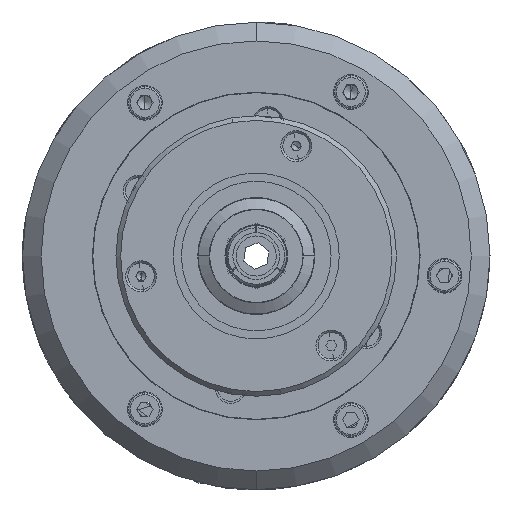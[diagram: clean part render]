
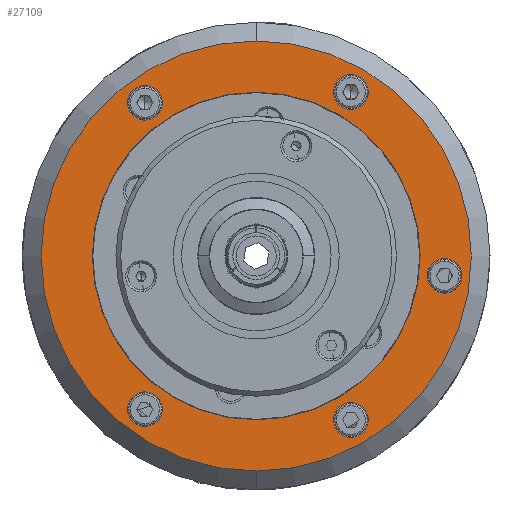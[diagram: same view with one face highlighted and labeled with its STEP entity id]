
A CAD part, left-side view. The second image highlights one B-rep face of the part: STEP entity #27109.
In plain terms, the highlighted planar face has unit normal (-1, 0, 0).
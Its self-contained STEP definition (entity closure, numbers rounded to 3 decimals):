
#1817 = VERTEX_POINT ( 'NONE', #21794 ) ;
#1821 = VERTEX_POINT ( 'NONE', #21788 ) ;
#1822 = VERTEX_POINT ( 'NONE', #21787 ) ;
#1824 = VERTEX_POINT ( 'NONE', #21785 ) ;
#1838 = VERTEX_POINT ( 'NONE', #7496 ) ;
#1839 = VERTEX_POINT ( 'NONE', #7491 ) ;
#1842 = VERTEX_POINT ( 'NONE', #7474 ) ;
#1843 = VERTEX_POINT ( 'NONE', #7473 ) ;
#1846 = VERTEX_POINT ( 'NONE', #7504 ) ;
#1847 = VERTEX_POINT ( 'NONE', #7468 ) ;
#1850 = VERTEX_POINT ( 'NONE', #7457 ) ;
#1851 = VERTEX_POINT ( 'NONE', #7456 ) ;
#1854 = VERTEX_POINT ( 'NONE', #7446 ) ;
#1855 = VERTEX_POINT ( 'NONE', #7444 ) ;
#7444 = CARTESIAN_POINT ( 'NONE',  ( -166.3, 23.805, -29.065 ) ) ;
#7446 = CARTESIAN_POINT ( 'NONE',  ( -166.3, 23.805, -36.465 ) ) ;
#7456 = CARTESIAN_POINT ( 'NONE',  ( -166.3, 23.805, 36.465 ) ) ;
#7457 = CARTESIAN_POINT ( 'NONE',  ( -166.3, 23.805, 29.065 ) ) ;
#7468 = CARTESIAN_POINT ( 'NONE',  ( -166.3, -20.25, 38.774 ) ) ;
#7473 = CARTESIAN_POINT ( 'NONE',  ( -166.3, -20.25, -31.374 ) ) ;
#7474 = CARTESIAN_POINT ( 'NONE',  ( -166.3, -20.25, -38.774 ) ) ;
#7491 = CARTESIAN_POINT ( 'NONE',  ( -166.3, -40.278, -0.533 ) ) ;
#7496 = CARTESIAN_POINT ( 'NONE',  ( -166.3, -40.278, -7.933 ) ) ;
#7504 = CARTESIAN_POINT ( 'NONE',  ( -166.3, -20.25, 31.374 ) ) ;
#8572 = DIRECTION ( 'NONE',  ( 0., 0., 1. ) ) ;
#8574 = DIRECTION ( 'NONE',  ( -1., 0., 0. ) ) ;
#8582 = PLANE ( 'NONE',  #10544 ) ;
#8585 = CARTESIAN_POINT ( 'NONE',  ( -166.3, 50., 0. ) ) ;
#9807 = DIRECTION ( 'NONE',  ( 0., 0., 1. ) ) ;
#9808 = DIRECTION ( 'NONE',  ( -1., 0., 0. ) ) ;
#9809 = CARTESIAN_POINT ( 'NONE',  ( -166.3, -40.278, -4.233 ) ) ;
#9827 = DIRECTION ( 'NONE',  ( 0., 0., 1. ) ) ;
#9828 = DIRECTION ( 'NONE',  ( -1., 0., 0. ) ) ;
#9831 = CARTESIAN_POINT ( 'NONE',  ( -166.3, -20.25, -35.074 ) ) ;
#9847 = DIRECTION ( 'NONE',  ( 0., 0., 1. ) ) ;
#9848 = DIRECTION ( 'NONE',  ( -1., 0., 0. ) ) ;
#9849 = CARTESIAN_POINT ( 'NONE',  ( -166.3, -20.25, 35.074 ) ) ;
#9869 = DIRECTION ( 'NONE',  ( 0., 0., 1. ) ) ;
#9870 = DIRECTION ( 'NONE',  ( -1., 0., 0. ) ) ;
#9871 = CARTESIAN_POINT ( 'NONE',  ( -166.3, 23.805, 32.765 ) ) ;
#9881 = DIRECTION ( 'NONE',  ( 0., 0., 1. ) ) ;
#9885 = DIRECTION ( 'NONE',  ( -1., 0., 0. ) ) ;
#9886 = CARTESIAN_POINT ( 'NONE',  ( -166.3, 23.805, -32.765 ) ) ;
#9902 = DIRECTION ( 'NONE',  ( 0., 0., 1. ) ) ;
#9903 = DIRECTION ( 'NONE',  ( -1., 0., 0. ) ) ;
#9904 = CARTESIAN_POINT ( 'NONE',  ( -166.3, 23.805, -32.765 ) ) ;
#9942 = DIRECTION ( 'NONE',  ( 0., 0., 1. ) ) ;
#9943 = DIRECTION ( 'NONE',  ( -1., 0., 0. ) ) ;
#9944 = CARTESIAN_POINT ( 'NONE',  ( -166.3, 23.805, 32.765 ) ) ;
#9986 = DIRECTION ( 'NONE',  ( 0., 0., 1. ) ) ;
#9989 = DIRECTION ( 'NONE',  ( -1., 0., 0. ) ) ;
#9990 = CARTESIAN_POINT ( 'NONE',  ( -166.3, -20.25, 35.074 ) ) ;
#10024 = DIRECTION ( 'NONE',  ( 0., 0., 1. ) ) ;
#10025 = DIRECTION ( 'NONE',  ( -1., 0., 0. ) ) ;
#10028 = CARTESIAN_POINT ( 'NONE',  ( -166.3, -20.25, -35.074 ) ) ;
#10067 = DIRECTION ( 'NONE',  ( 0., 0., 1. ) ) ;
#10068 = DIRECTION ( 'NONE',  ( -1., 0., 0. ) ) ;
#10069 = CARTESIAN_POINT ( 'NONE',  ( -166.3, -40.278, -4.233 ) ) ;
#10316 = DIRECTION ( 'NONE',  ( 0., 0., 1. ) ) ;
#10317 = DIRECTION ( 'NONE',  ( -1., 0., 0. ) ) ;
#10318 = CARTESIAN_POINT ( 'NONE',  ( -166.3, 0., 0. ) ) ;
#10345 = DIRECTION ( 'NONE',  ( 0., 0., 1. ) ) ;
#10346 = DIRECTION ( 'NONE',  ( 1., 0., 0. ) ) ;
#10347 = CARTESIAN_POINT ( 'NONE',  ( -166.3, 0., 0. ) ) ;
#10544 = AXIS2_PLACEMENT_3D ( 'NONE', #8585, #8574, #8572 ) ;
#12516 = DIRECTION ( 'NONE',  ( 0., 0., 1. ) ) ;
#12520 = CARTESIAN_POINT ( 'NONE',  ( -166.3, 0., 0. ) ) ;
#12526 = DIRECTION ( 'NONE',  ( 1., 0., 0. ) ) ;
#12541 = DIRECTION ( 'NONE',  ( 0., 0., 1. ) ) ;
#12542 = DIRECTION ( 'NONE',  ( -1., 0., 0. ) ) ;
#12543 = CARTESIAN_POINT ( 'NONE',  ( -166.3, 0., 0. ) ) ;
#14989 = CIRCLE ( 'NONE', #23281, 35.05 ) ;
#14993 = CIRCLE ( 'NONE', #23283, 46. ) ;
#15108 = CIRCLE ( 'NONE', #23338, 3.7 ) ;
#15119 = CIRCLE ( 'NONE', #23341, 3.7 ) ;
#15122 = CIRCLE ( 'NONE', #23344, 3.7 ) ;
#15131 = CIRCLE ( 'NONE', #23346, 3.7 ) ;
#15134 = CIRCLE ( 'NONE', #23348, 3.7 ) ;
#15137 = CIRCLE ( 'NONE', #23350, 3.7 ) ;
#15153 = CIRCLE ( 'NONE', #23354, 3.7 ) ;
#15172 = CIRCLE ( 'NONE', #23358, 3.7 ) ;
#15186 = CIRCLE ( 'NONE', #23362, 3.7 ) ;
#15194 = CIRCLE ( 'NONE', #23367, 3.7 ) ;
#15226 = CIRCLE ( 'NONE', #23378, 46. ) ;
#15246 = CIRCLE ( 'NONE', #23382, 35.05 ) ;
#19327 = EDGE_LOOP ( 'NONE', ( #31132, #31134 ) ) ;
#19343 = EDGE_LOOP ( 'NONE', ( #31146, #31148 ) ) ;
#19345 = EDGE_LOOP ( 'NONE', ( #31150, #31152 ) ) ;
#19347 = EDGE_LOOP ( 'NONE', ( #31136, #31138 ) ) ;
#19350 = EDGE_LOOP ( 'NONE', ( #31128, #31130 ) ) ;
#19352 = EDGE_LOOP ( 'NONE', ( #31140, #31142 ) ) ;
#19353 = EDGE_LOOP ( 'NONE', ( #31154, #31156 ) ) ;
#21785 = CARTESIAN_POINT ( 'NONE',  ( -166.3, 0., -46. ) ) ;
#21787 = CARTESIAN_POINT ( 'NONE',  ( -166.3, 0., -35.05 ) ) ;
#21788 = CARTESIAN_POINT ( 'NONE',  ( -166.3, 0., 35.05 ) ) ;
#21794 = CARTESIAN_POINT ( 'NONE',  ( -166.3, 0., 46. ) ) ;
#22290 = FACE_BOUND ( 'NONE', #19353, .T. ) ;
#22291 = FACE_BOUND ( 'NONE', #19345, .T. ) ;
#22292 = FACE_BOUND ( 'NONE', #19343, .T. ) ;
#22293 = FACE_OUTER_BOUND ( 'NONE', #19327, .T. ) ;
#22294 = FACE_BOUND ( 'NONE', #19347, .T. ) ;
#22296 = FACE_BOUND ( 'NONE', #19350, .T. ) ;
#22298 = FACE_BOUND ( 'NONE', #19352, .T. ) ;
#23281 = AXIS2_PLACEMENT_3D ( 'NONE', #12520, #12526, #12516 ) ;
#23283 = AXIS2_PLACEMENT_3D ( 'NONE', #12543, #12542, #12541 ) ;
#23338 = AXIS2_PLACEMENT_3D ( 'NONE', #9809, #9808, #9807 ) ;
#23341 = AXIS2_PLACEMENT_3D ( 'NONE', #9831, #9828, #9827 ) ;
#23344 = AXIS2_PLACEMENT_3D ( 'NONE', #9849, #9848, #9847 ) ;
#23346 = AXIS2_PLACEMENT_3D ( 'NONE', #9871, #9870, #9869 ) ;
#23348 = AXIS2_PLACEMENT_3D ( 'NONE', #9886, #9885, #9881 ) ;
#23350 = AXIS2_PLACEMENT_3D ( 'NONE', #9904, #9903, #9902 ) ;
#23354 = AXIS2_PLACEMENT_3D ( 'NONE', #9944, #9943, #9942 ) ;
#23358 = AXIS2_PLACEMENT_3D ( 'NONE', #9990, #9989, #9986 ) ;
#23362 = AXIS2_PLACEMENT_3D ( 'NONE', #10028, #10025, #10024 ) ;
#23367 = AXIS2_PLACEMENT_3D ( 'NONE', #10069, #10068, #10067 ) ;
#23378 = AXIS2_PLACEMENT_3D ( 'NONE', #10318, #10317, #10316 ) ;
#23382 = AXIS2_PLACEMENT_3D ( 'NONE', #10347, #10346, #10345 ) ;
#23592 = EDGE_CURVE ( 'NONE', #1821, #1822, #15246, .T. ) ;
#23604 = EDGE_CURVE ( 'NONE', #1817, #1824, #15226, .T. ) ;
#23627 = EDGE_CURVE ( 'NONE', #1838, #1839, #15194, .T. ) ;
#23635 = EDGE_CURVE ( 'NONE', #1842, #1843, #15186, .T. ) ;
#23644 = EDGE_CURVE ( 'NONE', #1846, #1847, #15172, .T. ) ;
#23654 = EDGE_CURVE ( 'NONE', #1850, #1851, #15153, .T. ) ;
#23664 = EDGE_CURVE ( 'NONE', #1854, #1855, #15137, .T. ) ;
#23668 = EDGE_CURVE ( 'NONE', #1855, #1854, #15134, .T. ) ;
#23671 = EDGE_CURVE ( 'NONE', #1851, #1850, #15131, .T. ) ;
#23676 = EDGE_CURVE ( 'NONE', #1847, #1846, #15122, .T. ) ;
#23679 = EDGE_CURVE ( 'NONE', #1843, #1842, #15119, .T. ) ;
#23685 = EDGE_CURVE ( 'NONE', #1839, #1838, #15108, .T. ) ;
#23770 = EDGE_CURVE ( 'NONE', #1824, #1817, #14993, .T. ) ;
#23773 = EDGE_CURVE ( 'NONE', #1822, #1821, #14989, .T. ) ;
#27109 = ADVANCED_FACE ( 'NONE', ( #22296, #22293, #22294, #22298, #22292, #22291, #22290 ), #8582, .T. ) ;
#31128 = ORIENTED_EDGE ( 'NONE', *, *, #23592, .T. ) ;
#31130 = ORIENTED_EDGE ( 'NONE', *, *, #23773, .T. ) ;
#31132 = ORIENTED_EDGE ( 'NONE', *, *, #23770, .T. ) ;
#31134 = ORIENTED_EDGE ( 'NONE', *, *, #23604, .T. ) ;
#31136 = ORIENTED_EDGE ( 'NONE', *, *, #23685, .F. ) ;
#31138 = ORIENTED_EDGE ( 'NONE', *, *, #23627, .F. ) ;
#31140 = ORIENTED_EDGE ( 'NONE', *, *, #23679, .F. ) ;
#31142 = ORIENTED_EDGE ( 'NONE', *, *, #23635, .F. ) ;
#31146 = ORIENTED_EDGE ( 'NONE', *, *, #23676, .F. ) ;
#31148 = ORIENTED_EDGE ( 'NONE', *, *, #23644, .F. ) ;
#31150 = ORIENTED_EDGE ( 'NONE', *, *, #23671, .F. ) ;
#31152 = ORIENTED_EDGE ( 'NONE', *, *, #23654, .F. ) ;
#31154 = ORIENTED_EDGE ( 'NONE', *, *, #23668, .F. ) ;
#31156 = ORIENTED_EDGE ( 'NONE', *, *, #23664, .F. ) ;
